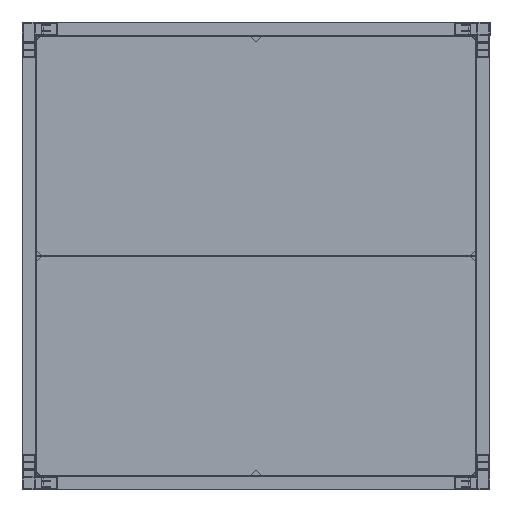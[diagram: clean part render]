
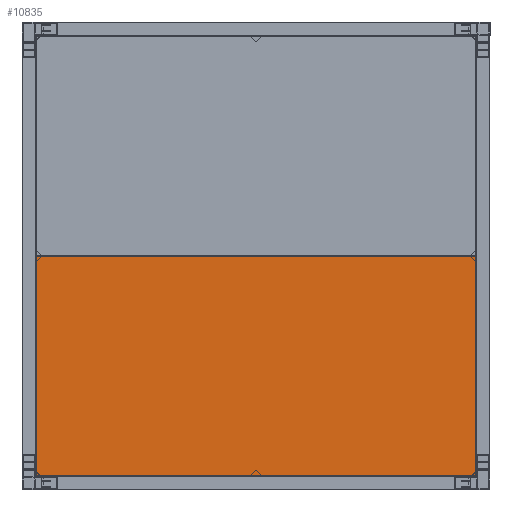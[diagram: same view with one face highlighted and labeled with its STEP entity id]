
A CAD part, left-side view. The second image highlights one B-rep face of the part: STEP entity #10835.
In plain terms, the highlighted planar face has unit normal (-1, 0, 0).
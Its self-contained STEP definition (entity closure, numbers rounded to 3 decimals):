
#1001 = EDGE_CURVE ( 'NONE', #120637, #23058, #64879, .T. ) ;
#9677 = DIRECTION ( 'NONE',  ( 1., 0., 0. ) ) ;
#10835 = ADVANCED_FACE ( 'NONE', ( #104304 ), #28747, .F. ) ;
#14026 = EDGE_CURVE ( 'NONE', #41653, #27299, #79433, .T. ) ;
#17485 = EDGE_CURVE ( 'NONE', #23058, #41653, #50798, .T. ) ;
#19372 = CARTESIAN_POINT ( 'NONE',  ( -311.682, -769.226, 907.237 ) ) ;
#23058 = VERTEX_POINT ( 'NONE', #66301 ) ;
#23141 = VECTOR ( 'NONE', #104171, 1000. ) ;
#27299 = VERTEX_POINT ( 'NONE', #48914 ) ;
#28747 = PLANE ( 'NONE',  #88006 ) ;
#36175 = DIRECTION ( 'NONE',  ( 0., 0., -1. ) ) ;
#41653 = VERTEX_POINT ( 'NONE', #118400 ) ;
#48914 = CARTESIAN_POINT ( 'NONE',  ( -311.682, -768.631, 1707.763 ) ) ;
#50798 = LINE ( 'NONE', #107927, #82163 ) ;
#51867 = EDGE_LOOP ( 'NONE', ( #69003, #118869, #115560, #89099 ) ) ;
#54614 = LINE ( 'NONE', #119781, #61309 ) ;
#56297 = CARTESIAN_POINT ( 'NONE',  ( -311.682, -768.631, 907.237 ) ) ;
#61309 = VECTOR ( 'NONE', #36175, 1000. ) ;
#64879 = LINE ( 'NONE', #19372, #23141 ) ;
#66301 = CARTESIAN_POINT ( 'NONE',  ( -311.682, 835.896, 907.237 ) ) ;
#69003 = ORIENTED_EDGE ( 'NONE', *, *, #1001, .F. ) ;
#79086 = DIRECTION ( 'NONE',  ( 0., 0., 1. ) ) ;
#79433 = LINE ( 'NONE', #96640, #103052 ) ;
#82163 = VECTOR ( 'NONE', #79086, 1000. ) ;
#86234 = DIRECTION ( 'NONE',  ( 0., -1., 0. ) ) ;
#86489 = DIRECTION ( 'NONE',  ( 0., 1., 0. ) ) ;
#88006 = AXIS2_PLACEMENT_3D ( 'NONE', #95090, #9677, #86489 ) ;
#89099 = ORIENTED_EDGE ( 'NONE', *, *, #17485, .F. ) ;
#95090 = CARTESIAN_POINT ( 'NONE',  ( -311.682, 838.133, 905. ) ) ;
#96640 = CARTESIAN_POINT ( 'NONE',  ( -311.682, 836.491, 1707.763 ) ) ;
#103052 = VECTOR ( 'NONE', #86234, 1000. ) ;
#104056 = EDGE_CURVE ( 'NONE', #27299, #120637, #54614, .T. ) ;
#104171 = DIRECTION ( 'NONE',  ( 0., 1., 0. ) ) ;
#104304 = FACE_OUTER_BOUND ( 'NONE', #51867, .T. ) ;
#107927 = CARTESIAN_POINT ( 'NONE',  ( -311.682, 835.896, 906.641 ) ) ;
#115560 = ORIENTED_EDGE ( 'NONE', *, *, #14026, .F. ) ;
#118400 = CARTESIAN_POINT ( 'NONE',  ( -311.682, 835.896, 1707.763 ) ) ;
#118869 = ORIENTED_EDGE ( 'NONE', *, *, #104056, .F. ) ;
#119781 = CARTESIAN_POINT ( 'NONE',  ( -311.682, -768.631, 1708.359 ) ) ;
#120637 = VERTEX_POINT ( 'NONE', #56297 ) ;
